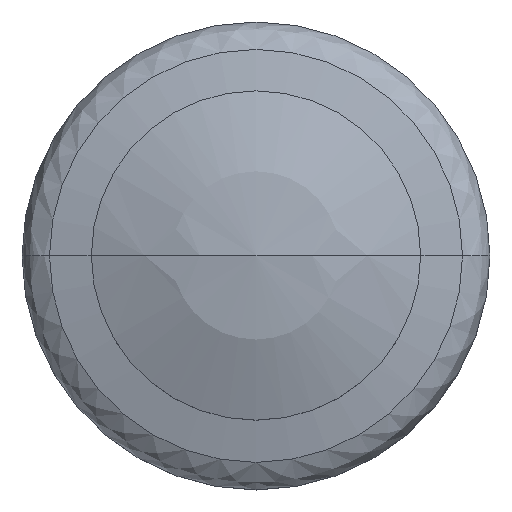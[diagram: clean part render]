
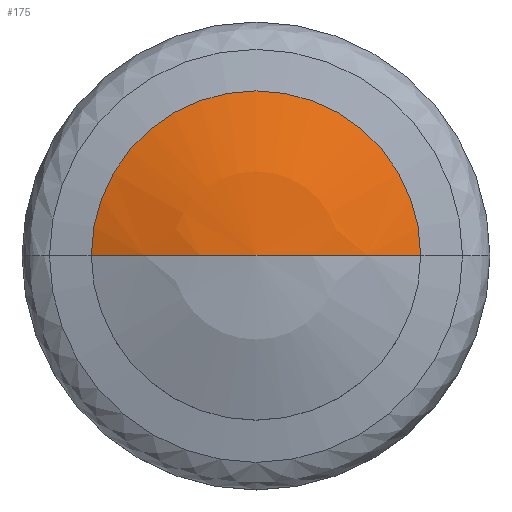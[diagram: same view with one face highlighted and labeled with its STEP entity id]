
A CAD part, top view. The second image highlights one B-rep face of the part: STEP entity #175.
In plain terms, the highlighted spherical face has radius 9.425 mm.
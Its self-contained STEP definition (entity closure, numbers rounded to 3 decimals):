
#175=ADVANCED_FACE('',(#828),#827,.T.);
#827=SPHERICAL_SURFACE('',#1445,9.425);
#828=FACE_OUTER_BOUND('',#1446,.T.);
#1442=CARTESIAN_POINT('',(0.,0.,-6.625));
#1443=DIRECTION('',(0.,0.,-1.));
#1444=DIRECTION('',(-1.,0.,0.));
#1445=AXIS2_PLACEMENT_3D('',#1442,#1443,#1444);
#1446=EDGE_LOOP('',(#1884,#1885,#1886));
#1884=ORIENTED_EDGE('',*,*,#2114,.F.);
#1885=ORIENTED_EDGE('',*,*,#2118,.F.);
#1886=ORIENTED_EDGE('',*,*,#2119,.T.);
#2114=EDGE_CURVE('',#3262,#3263,#3264,.T.);
#2118=EDGE_CURVE('',#3288,#3262,#3289,.T.);
#2119=EDGE_CURVE('',#3288,#3263,#3295,.T.);
#3262=VERTEX_POINT('',#4181);
#3263=VERTEX_POINT('',#4182);
#3264=CIRCLE('',#4186,3.8);
#3288=VERTEX_POINT('',#4195);
#3289=(BOUNDED_CURVE() B_SPLINE_CURVE(2,(#4196,#4197,#4198),.UNSPECIFIED.,.F.,.F.) B_SPLINE_CURVE_WITH_KNOTS((3,3),(0.,1.),.UNSPECIFIED.) CURVE() GEOMETRIC_REPRESENTATION_ITEM() RATIONAL_B_SPLINE_CURVE((1.,0.979,1.)) REPRESENTATION_ITEM('') );
#3295=(BOUNDED_CURVE() B_SPLINE_CURVE(2,(#4199,#4200,#4201),.UNSPECIFIED.,.F.,.F.) B_SPLINE_CURVE_WITH_KNOTS((3,3),(0.,1.),.UNSPECIFIED.) CURVE() GEOMETRIC_REPRESENTATION_ITEM() RATIONAL_B_SPLINE_CURVE((0.75,0.734,0.75)) REPRESENTATION_ITEM('') );
#4181=CARTESIAN_POINT('',(-3.8,0.,2.));
#4182=CARTESIAN_POINT('',(3.8,0.,2.));
#4183=CARTESIAN_POINT('',(0.,0.,2.));
#4184=DIRECTION('',(0.,0.,-1.));
#4185=DIRECTION('',(-1.,0.,0.));
#4186=AXIS2_PLACEMENT_3D('',#4183,#4184,#4185);
#4195=CARTESIAN_POINT('',(0.,0.,2.8));
#4196=CARTESIAN_POINT('',(0.,0.,2.8));
#4197=CARTESIAN_POINT('',(-1.984,0.,2.8));
#4198=CARTESIAN_POINT('',(-3.8,0.,2.));
#4199=CARTESIAN_POINT('',(0.,0.,2.8));
#4200=CARTESIAN_POINT('',(1.984,0.,2.8));
#4201=CARTESIAN_POINT('',(3.8,0.,2.));
